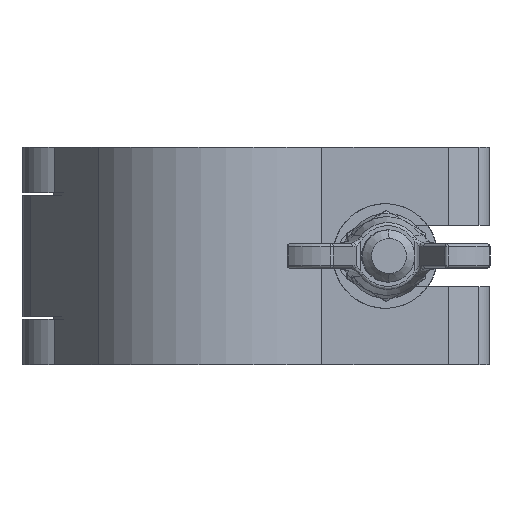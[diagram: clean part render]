
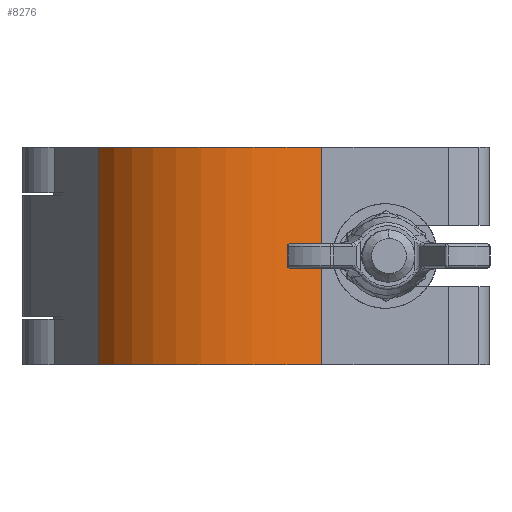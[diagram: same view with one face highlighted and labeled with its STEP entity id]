
A CAD part, front view. The second image highlights one B-rep face of the part: STEP entity #8276.
In plain terms, the highlighted cylindrical face has radius 35.4 mm (diameter 70.8 mm), a partial arc.
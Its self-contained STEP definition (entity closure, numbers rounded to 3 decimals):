
#331 = DIRECTION ( 'NONE',  ( -1., 0., 0. ) ) ;
#556 = CYLINDRICAL_SURFACE ( 'NONE', #9541, 35.4 ) ;
#578 = CARTESIAN_POINT ( 'NONE',  ( 16.54, 43.218, -24.95 ) ) ;
#839 = EDGE_CURVE ( 'NONE', #7739, #8358, #4779, .T. ) ;
#883 = CARTESIAN_POINT ( 'NONE',  ( 47., 25.18, -24.95 ) ) ;
#1050 = CIRCLE ( 'NONE', #8544, 35.4 ) ;
#1327 = CARTESIAN_POINT ( 'NONE',  ( 67.5, 54.04, 24.95 ) ) ;
#1572 = DIRECTION ( 'NONE',  ( 0., 0., 1. ) ) ;
#1898 = EDGE_LOOP ( 'NONE', ( #7226, #2611, #3439, #5910 ) ) ;
#2050 = EDGE_CURVE ( 'NONE', #5802, #6735, #6016, .T. ) ;
#2091 = CARTESIAN_POINT ( 'NONE',  ( 47., 25.18, 24.95 ) ) ;
#2611 = ORIENTED_EDGE ( 'NONE', *, *, #839, .F. ) ;
#2783 = DIRECTION ( 'NONE',  ( 0., 0., -1. ) ) ;
#2864 = DIRECTION ( 'NONE',  ( 1., 0., 0. ) ) ;
#3377 = FACE_OUTER_BOUND ( 'NONE', #1898, .T. ) ;
#3439 = ORIENTED_EDGE ( 'NONE', *, *, #6838, .F. ) ;
#3991 = CIRCLE ( 'NONE', #6931, 35.4 ) ;
#4147 = CARTESIAN_POINT ( 'NONE',  ( 47., 25.18, 24.95 ) ) ;
#4347 = VECTOR ( 'NONE', #2783, 1000. ) ;
#4702 = CARTESIAN_POINT ( 'NONE',  ( 16.54, 43.218, 24.95 ) ) ;
#4779 = LINE ( 'NONE', #9344, #5110 ) ;
#5110 = VECTOR ( 'NONE', #9281, 1000. ) ;
#5802 = VERTEX_POINT ( 'NONE', #6552 ) ;
#5910 = ORIENTED_EDGE ( 'NONE', *, *, #2050, .T. ) ;
#6016 = LINE ( 'NONE', #1327, #4347 ) ;
#6552 = CARTESIAN_POINT ( 'NONE',  ( 67.5, 54.04, 24.95 ) ) ;
#6735 = VERTEX_POINT ( 'NONE', #9690 ) ;
#6838 = EDGE_CURVE ( 'NONE', #5802, #7739, #3991, .T. ) ;
#6931 = AXIS2_PLACEMENT_3D ( 'NONE', #2091, #8928, #7376 ) ;
#7226 = ORIENTED_EDGE ( 'NONE', *, *, #8450, .T. ) ;
#7376 = DIRECTION ( 'NONE',  ( 1., 0., 0. ) ) ;
#7739 = VERTEX_POINT ( 'NONE', #4702 ) ;
#7818 = DIRECTION ( 'NONE',  ( 0., 0., -1. ) ) ;
#8276 = ADVANCED_FACE ( 'NONE', ( #3377 ), #556, .T. ) ;
#8358 = VERTEX_POINT ( 'NONE', #578 ) ;
#8450 = EDGE_CURVE ( 'NONE', #6735, #8358, #1050, .T. ) ;
#8544 = AXIS2_PLACEMENT_3D ( 'NONE', #883, #1572, #2864 ) ;
#8928 = DIRECTION ( 'NONE',  ( 0., 0., 1. ) ) ;
#9281 = DIRECTION ( 'NONE',  ( 0., 0., -1. ) ) ;
#9344 = CARTESIAN_POINT ( 'NONE',  ( 16.54, 43.218, 24.95 ) ) ;
#9541 = AXIS2_PLACEMENT_3D ( 'NONE', #4147, #7818, #331 ) ;
#9690 = CARTESIAN_POINT ( 'NONE',  ( 67.5, 54.04, -24.95 ) ) ;
